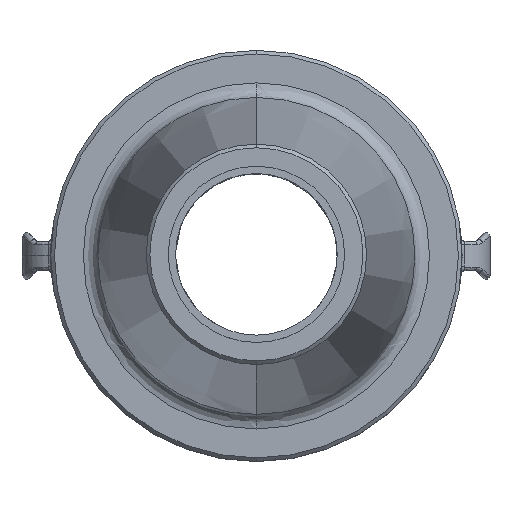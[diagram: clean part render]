
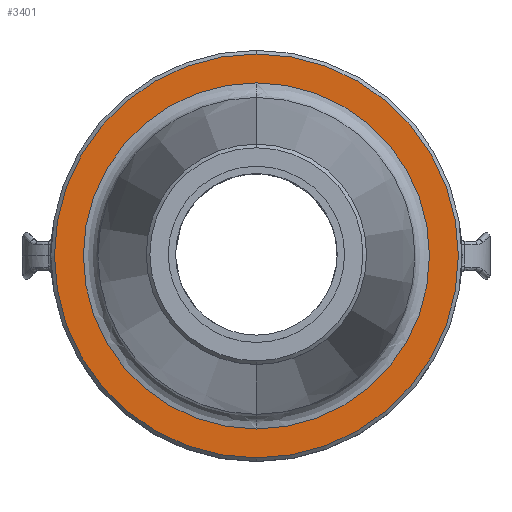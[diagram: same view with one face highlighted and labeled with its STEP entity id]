
A CAD part, top view. The second image highlights one B-rep face of the part: STEP entity #3401.
In plain terms, the highlighted planar face has unit normal (0, 0, 1).
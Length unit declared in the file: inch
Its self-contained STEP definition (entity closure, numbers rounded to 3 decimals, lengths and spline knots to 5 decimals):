
#218 = DIRECTION ( 'NONE',  ( 0., 0., 1. ) ) ;
#294 = CARTESIAN_POINT ( 'NONE',  ( 0., 0., 1.656 ) ) ;
#334 = EDGE_CURVE ( 'NONE', #1721, #656, #3026, .T. ) ;
#625 = DIRECTION ( 'NONE',  ( 0., 1., 0. ) ) ;
#656 = VERTEX_POINT ( 'NONE', #6094 ) ;
#847 = CIRCLE ( 'NONE', #4638, 2.94594 ) ;
#911 = ORIENTED_EDGE ( 'NONE', *, *, #1351, .F. ) ;
#951 = DIRECTION ( 'NONE',  ( 0., 0., -1. ) ) ;
#1351 = EDGE_CURVE ( 'NONE', #656, #1721, #847, .T. ) ;
#1453 = AXIS2_PLACEMENT_3D ( 'NONE', #5103, #5017, #5075 ) ;
#1517 = VERTEX_POINT ( 'NONE', #2241 ) ;
#1721 = VERTEX_POINT ( 'NONE', #1756 ) ;
#1756 = CARTESIAN_POINT ( 'NONE',  ( 0., -2.94594, 1.656 ) ) ;
#1892 = ORIENTED_EDGE ( 'NONE', *, *, #334, .F. ) ;
#2054 = EDGE_LOOP ( 'NONE', ( #911, #1892 ) ) ;
#2241 = CARTESIAN_POINT ( 'NONE',  ( 0., -3.438, 1.656 ) ) ;
#2620 = DIRECTION ( 'NONE',  ( 0., 1., 0. ) ) ;
#2700 = ORIENTED_EDGE ( 'NONE', *, *, #3058, .F. ) ;
#2949 = CARTESIAN_POINT ( 'NONE',  ( -4.4, 4.4, 1.656 ) ) ;
#3026 = CIRCLE ( 'NONE', #4235, 2.94594 ) ;
#3058 = EDGE_CURVE ( 'NONE', #3332, #1517, #3234, .T. ) ;
#3071 = EDGE_LOOP ( 'NONE', ( #2700, #3894 ) ) ;
#3234 = CIRCLE ( 'NONE', #5534, 3.438 ) ;
#3332 = VERTEX_POINT ( 'NONE', #6077 ) ;
#3401 = ADVANCED_FACE ( 'NONE', ( #5733, #4796 ), #3801, .F. ) ;
#3614 = DIRECTION ( 'NONE',  ( 0., 0., 1. ) ) ;
#3801 = PLANE ( 'NONE',  #6146 ) ;
#3862 = DIRECTION ( 'NONE',  ( 0., 0., -1. ) ) ;
#3890 = DIRECTION ( 'NONE',  ( 1., 0., 0. ) ) ;
#3894 = ORIENTED_EDGE ( 'NONE', *, *, #4705, .F. ) ;
#4163 = CARTESIAN_POINT ( 'NONE',  ( 0., 0., 1.656 ) ) ;
#4235 = AXIS2_PLACEMENT_3D ( 'NONE', #4420, #218, #625 ) ;
#4258 = CIRCLE ( 'NONE', #1453, 3.438 ) ;
#4420 = CARTESIAN_POINT ( 'NONE',  ( 0., 0., 1.656 ) ) ;
#4638 = AXIS2_PLACEMENT_3D ( 'NONE', #294, #3614, #2620 ) ;
#4705 = EDGE_CURVE ( 'NONE', #1517, #3332, #4258, .T. ) ;
#4796 = FACE_OUTER_BOUND ( 'NONE', #3071, .T. ) ;
#5017 = DIRECTION ( 'NONE',  ( 0., 0., -1. ) ) ;
#5075 = DIRECTION ( 'NONE',  ( 0., 1., 0. ) ) ;
#5103 = CARTESIAN_POINT ( 'NONE',  ( 0., 0., 1.656 ) ) ;
#5534 = AXIS2_PLACEMENT_3D ( 'NONE', #4163, #951, #6061 ) ;
#5733 = FACE_BOUND ( 'NONE', #2054, .T. ) ;
#6061 = DIRECTION ( 'NONE',  ( 0., 1., 0. ) ) ;
#6077 = CARTESIAN_POINT ( 'NONE',  ( 0., 3.438, 1.656 ) ) ;
#6094 = CARTESIAN_POINT ( 'NONE',  ( 0., 2.94594, 1.656 ) ) ;
#6146 = AXIS2_PLACEMENT_3D ( 'NONE', #2949, #3862, #3890 ) ;
